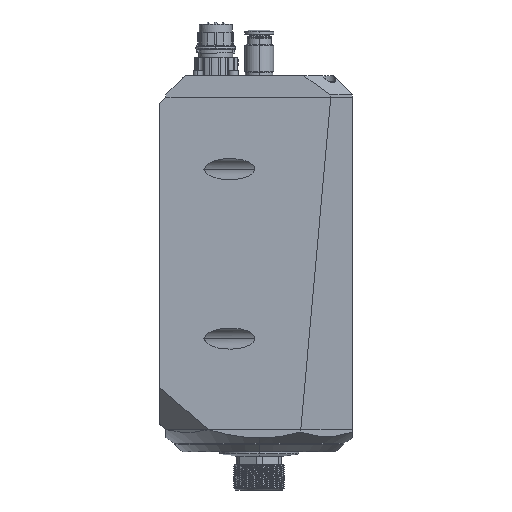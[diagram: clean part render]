
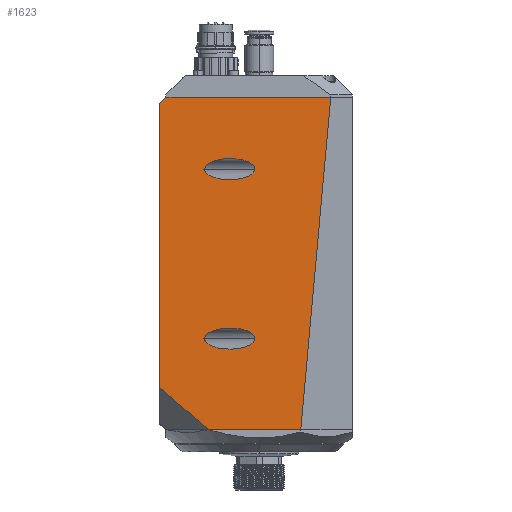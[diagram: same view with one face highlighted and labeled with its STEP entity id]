
A CAD part, left-side view. The second image highlights one B-rep face of the part: STEP entity #1623.
In plain terms, the highlighted planar face has unit normal (-1, 0, 0).
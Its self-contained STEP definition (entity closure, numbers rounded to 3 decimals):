
#1623 = ADVANCED_FACE ( 'NONE', ( #22121, #61490, #28116 ), #56280, .F. ) ;
#3485 = VECTOR ( 'NONE', #18023, 1000. ) ;
#4236 = CARTESIAN_POINT ( 'NONE',  ( -44., 2.042, 81.5 ) ) ;
#5724 = CARTESIAN_POINT ( 'NONE',  ( -44., 2.042, 71.5 ) ) ;
#5872 = VERTEX_POINT ( 'NONE', #37548 ) ;
#7072 =( BOUNDED_CURVE ( )  B_SPLINE_CURVE ( 3, ( #8495, #60572, #51073, #55662 ),
 .UNSPECIFIED., .F., .F. ) 
 B_SPLINE_CURVE_WITH_KNOTS ( ( 4, 4 ),
 ( 0., 3.142 ),
 .UNSPECIFIED. ) 
 CURVE ( )  GEOMETRIC_REPRESENTATION_ITEM ( )  RATIONAL_B_SPLINE_CURVE ( ( 1., 0.333, 0.333, 1. ) ) 
 REPRESENTATION_ITEM ( '' )  );
#7173 = VECTOR ( 'NONE', #61345, 1000. ) ;
#7231 = CARTESIAN_POINT ( 'NONE',  ( -44., 24., 28.5 ) ) ;
#7605 = CARTESIAN_POINT ( 'NONE',  ( -44., 114.836, 107.488 ) ) ;
#8495 = CARTESIAN_POINT ( 'NONE',  ( -44., 25.704, 151.5 ) ) ;
#9475 = CARTESIAN_POINT ( 'NONE',  ( -44., 2.042, 151.5 ) ) ;
#10254 = ORIENTED_EDGE ( 'NONE', *, *, #32036, .F. ) ;
#11552 = VECTOR ( 'NONE', #35336, 1000. ) ;
#13965 = VERTEX_POINT ( 'NONE', #45286 ) ;
#14242 = CARTESIAN_POINT ( 'NONE',  ( -44., -33.782, 185.5 ) ) ;
#15954 = DIRECTION ( 'NONE',  ( 0., -1., 0. ) ) ;
#16532 = CARTESIAN_POINT ( 'NONE',  ( -44., 47., 185.5 ) ) ;
#16881 = CARTESIAN_POINT ( 'NONE',  ( -44., 2.042, 61.5 ) ) ;
#17897 = LINE ( 'NONE', #29850, #19218 ) ;
#18023 = DIRECTION ( 'NONE',  ( 0., -1., 0. ) ) ;
#18673 = VERTEX_POINT ( 'NONE', #14242 ) ;
#19218 = VECTOR ( 'NONE', #40746, 1000. ) ;
#20049 = CARTESIAN_POINT ( 'NONE',  ( -44., 25.704, 151.5 ) ) ;
#20877 = LINE ( 'NONE', #38479, #7173 ) ;
#22121 = FACE_BOUND ( 'NONE', #36093, .T. ) ;
#22785 =( BOUNDED_CURVE ( )  B_SPLINE_CURVE ( 3, ( #5724, #4236, #45798, #28175 ),
 .UNSPECIFIED., .F., .T. ) 
 B_SPLINE_CURVE_WITH_KNOTS ( ( 4, 4 ),
 ( 3.142, 6.283 ),
 .UNSPECIFIED. ) 
 CURVE ( )  GEOMETRIC_REPRESENTATION_ITEM ( )  RATIONAL_B_SPLINE_CURVE ( ( 1., 0.333, 0.333, 1. ) ) 
 REPRESENTATION_ITEM ( '' )  );
#23620 = CARTESIAN_POINT ( 'NONE',  ( -44., 47., 28.5 ) ) ;
#26955 = CARTESIAN_POINT ( 'NONE',  ( -44., -33.132, 178.282 ) ) ;
#28116 = FACE_OUTER_BOUND ( 'NONE', #43734, .T. ) ;
#28175 = CARTESIAN_POINT ( 'NONE',  ( -44., 25.704, 71.5 ) ) ;
#28847 = CARTESIAN_POINT ( 'NONE',  ( -44., 2.042, 71.5 ) ) ;
#28882 = LINE ( 'NONE', #23620, #3485 ) ;
#29850 = CARTESIAN_POINT ( 'NONE',  ( -44., 44., 185.5 ) ) ;
#30347 = VECTOR ( 'NONE', #15954, 1000. ) ;
#32036 = EDGE_CURVE ( 'NONE', #65439, #57477, #22785, .T. ) ;
#33440 = CARTESIAN_POINT ( 'NONE',  ( -44., 25.704, 71.5 ) ) ;
#33492 = VECTOR ( 'NONE', #62173, 1000. ) ;
#33759 = ORIENTED_EDGE ( 'NONE', *, *, #55744, .F. ) ;
#35336 = DIRECTION ( 'NONE',  ( 0., -0.755, -0.656 ) ) ;
#36093 = EDGE_LOOP ( 'NONE', ( #33759, #67151 ) ) ;
#37295 = ORIENTED_EDGE ( 'NONE', *, *, #67941, .T. ) ;
#37548 = CARTESIAN_POINT ( 'NONE',  ( -44., 47., 182.5 ) ) ;
#37649 = EDGE_CURVE ( 'NONE', #37744, #18673, #72913, .T. ) ;
#37744 = VERTEX_POINT ( 'NONE', #65971 ) ;
#38479 = CARTESIAN_POINT ( 'NONE',  ( -44., 47., 185.5 ) ) ;
#38637 = DIRECTION ( 'NONE',  ( 0., 1., 0. ) ) ;
#39147 = VERTEX_POINT ( 'NONE', #55482 ) ;
#40566 =( BOUNDED_CURVE ( )  B_SPLINE_CURVE ( 3, ( #46826, #68924, #16881, #28847 ),
 .UNSPECIFIED., .F., .F. ) 
 B_SPLINE_CURVE_WITH_KNOTS ( ( 4, 4 ),
 ( 0., 3.142 ),
 .UNSPECIFIED. ) 
 CURVE ( )  GEOMETRIC_REPRESENTATION_ITEM ( )  RATIONAL_B_SPLINE_CURVE ( ( 1., 0.333, 0.333, 1. ) ) 
 REPRESENTATION_ITEM ( '' )  );
#40746 = DIRECTION ( 'NONE',  ( 0., 0.707, -0.707 ) ) ;
#41565 = EDGE_CURVE ( 'NONE', #13965, #49627, #63083, .T. ) ;
#43233 = CARTESIAN_POINT ( 'NONE',  ( -44., 2.042, 161.5 ) ) ;
#43734 = EDGE_LOOP ( 'NONE', ( #49279, #62718, #37295, #71846, #45422, #57901 ) ) ;
#44544 = CARTESIAN_POINT ( 'NONE',  ( -44., 2.042, 71.5 ) ) ;
#45001 = DIRECTION ( 'NONE',  ( 1., 0., 0. ) ) ;
#45286 = CARTESIAN_POINT ( 'NONE',  ( -44., 2.042, 151.5 ) ) ;
#45422 = ORIENTED_EDGE ( 'NONE', *, *, #67341, .T. ) ;
#45798 = CARTESIAN_POINT ( 'NONE',  ( -44., 25.704, 81.5 ) ) ;
#46817 = AXIS2_PLACEMENT_3D ( 'NONE', #16532, #45001, #38637 ) ;
#46826 = CARTESIAN_POINT ( 'NONE',  ( -44., 25.704, 71.5 ) ) ;
#46962 = EDGE_CURVE ( 'NONE', #64819, #54064, #63419, .T. ) ;
#48453 = CARTESIAN_POINT ( 'NONE',  ( -44., 25.704, 161.5 ) ) ;
#49279 = ORIENTED_EDGE ( 'NONE', *, *, #37649, .F. ) ;
#49627 = VERTEX_POINT ( 'NONE', #20049 ) ;
#50318 = EDGE_CURVE ( 'NONE', #39147, #18673, #61423, .T. ) ;
#51073 = CARTESIAN_POINT ( 'NONE',  ( -44., 2.042, 141.5 ) ) ;
#52891 = EDGE_CURVE ( 'NONE', #37744, #5872, #17897, .T. ) ;
#54064 = VERTEX_POINT ( 'NONE', #7231 ) ;
#54993 = EDGE_LOOP ( 'NONE', ( #73489, #10254 ) ) ;
#55482 = CARTESIAN_POINT ( 'NONE',  ( -44., -19.64, 28.5 ) ) ;
#55662 = CARTESIAN_POINT ( 'NONE',  ( -44., 2.042, 151.5 ) ) ;
#55744 = EDGE_CURVE ( 'NONE', #49627, #13965, #7072, .T. ) ;
#56122 = EDGE_CURVE ( 'NONE', #57477, #65439, #40566, .T. ) ;
#56280 = PLANE ( 'NONE',  #46817 ) ;
#57477 = VERTEX_POINT ( 'NONE', #33440 ) ;
#57901 = ORIENTED_EDGE ( 'NONE', *, *, #50318, .T. ) ;
#60572 = CARTESIAN_POINT ( 'NONE',  ( -44., 25.704, 141.5 ) ) ;
#60965 = CARTESIAN_POINT ( 'NONE',  ( -44., 47., 185.5 ) ) ;
#61345 = DIRECTION ( 'NONE',  ( 0., 0., -1. ) ) ;
#61423 = LINE ( 'NONE', #26955, #33492 ) ;
#61490 = FACE_BOUND ( 'NONE', #54993, .T. ) ;
#61558 = CARTESIAN_POINT ( 'NONE',  ( -44., 47., 48.5 ) ) ;
#62173 = DIRECTION ( 'NONE',  ( 0., -0.09, 0.996 ) ) ;
#62718 = ORIENTED_EDGE ( 'NONE', *, *, #52891, .T. ) ;
#63083 =( BOUNDED_CURVE ( )  B_SPLINE_CURVE ( 3, ( #9475, #43233, #48453, #65293 ),
 .UNSPECIFIED., .F., .F. ) 
 B_SPLINE_CURVE_WITH_KNOTS ( ( 4, 4 ),
 ( 3.142, 6.283 ),
 .UNSPECIFIED. ) 
 CURVE ( )  GEOMETRIC_REPRESENTATION_ITEM ( )  RATIONAL_B_SPLINE_CURVE ( ( 1., 0.333, 0.333, 1. ) ) 
 REPRESENTATION_ITEM ( '' )  );
#63419 = LINE ( 'NONE', #7605, #11552 ) ;
#64819 = VERTEX_POINT ( 'NONE', #61558 ) ;
#65293 = CARTESIAN_POINT ( 'NONE',  ( -44., 25.704, 151.5 ) ) ;
#65439 = VERTEX_POINT ( 'NONE', #44544 ) ;
#65971 = CARTESIAN_POINT ( 'NONE',  ( -44., 44., 185.5 ) ) ;
#67151 = ORIENTED_EDGE ( 'NONE', *, *, #41565, .F. ) ;
#67341 = EDGE_CURVE ( 'NONE', #54064, #39147, #28882, .T. ) ;
#67941 = EDGE_CURVE ( 'NONE', #5872, #64819, #20877, .T. ) ;
#68924 = CARTESIAN_POINT ( 'NONE',  ( -44., 25.704, 61.5 ) ) ;
#71846 = ORIENTED_EDGE ( 'NONE', *, *, #46962, .T. ) ;
#72913 = LINE ( 'NONE', #60965, #30347 ) ;
#73489 = ORIENTED_EDGE ( 'NONE', *, *, #56122, .F. ) ;
